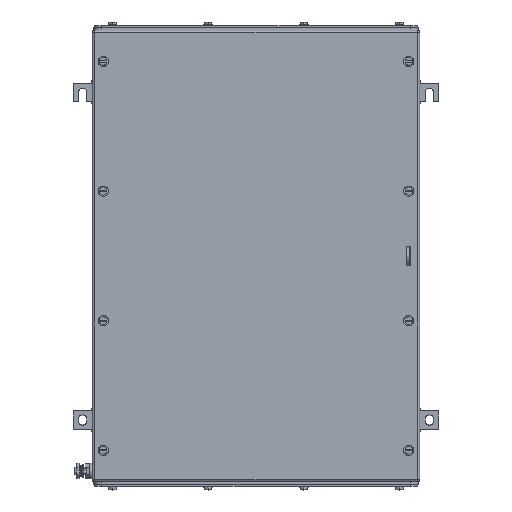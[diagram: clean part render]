
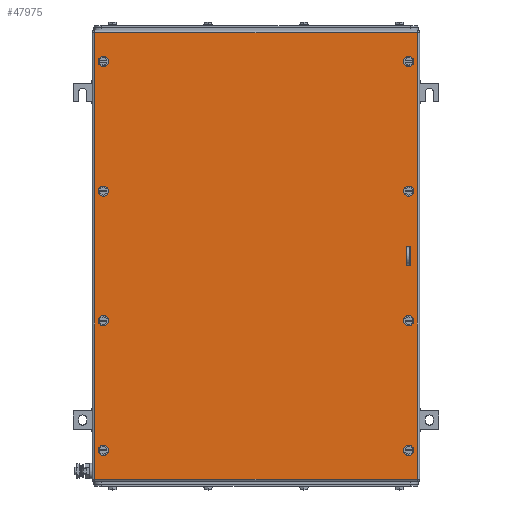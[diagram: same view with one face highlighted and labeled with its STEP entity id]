
A CAD part, top view. The second image highlights one B-rep face of the part: STEP entity #47975.
In plain terms, the highlighted planar face has unit normal (0, 0, 1).
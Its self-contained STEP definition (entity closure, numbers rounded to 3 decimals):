
#47743=AXIS2_PLACEMENT_3D('Circle Axis2P3D',#47741,#47742,$) ;
#47770=AXIS2_PLACEMENT_3D('Plane Axis2P3D',#47767,#47768,#47769) ;
#47808=AXIS2_PLACEMENT_3D('Circle Axis2P3D',#47806,#47807,$) ;
#47817=AXIS2_PLACEMENT_3D('Circle Axis2P3D',#47815,#47816,$) ;
#47826=AXIS2_PLACEMENT_3D('Circle Axis2P3D',#47824,#47825,$) ;
#47835=AXIS2_PLACEMENT_3D('Circle Axis2P3D',#47833,#47834,$) ;
#47844=AXIS2_PLACEMENT_3D('Circle Axis2P3D',#47842,#47843,$) ;
#47853=AXIS2_PLACEMENT_3D('Circle Axis2P3D',#47851,#47852,$) ;
#47862=AXIS2_PLACEMENT_3D('Circle Axis2P3D',#47860,#47861,$) ;
#47871=AXIS2_PLACEMENT_3D('Circle Axis2P3D',#47869,#47870,$) ;
#47880=AXIS2_PLACEMENT_3D('Circle Axis2P3D',#47878,#47879,$) ;
#47889=AXIS2_PLACEMENT_3D('Circle Axis2P3D',#47887,#47888,$) ;
#47898=AXIS2_PLACEMENT_3D('Circle Axis2P3D',#47896,#47897,$) ;
#47907=AXIS2_PLACEMENT_3D('Circle Axis2P3D',#47905,#47906,$) ;
#47916=AXIS2_PLACEMENT_3D('Circle Axis2P3D',#47914,#47915,$) ;
#47925=AXIS2_PLACEMENT_3D('Circle Axis2P3D',#47923,#47924,$) ;
#47934=AXIS2_PLACEMENT_3D('Circle Axis2P3D',#47932,#47933,$) ;
#47738=CARTESIAN_POINT('Vertex',(44.5,232.1,153.5)) ;
#47741=CARTESIAN_POINT('Axis2P3D Location',(41.,232.1,153.5)) ;
#47745=CARTESIAN_POINT('Vertex',(37.5,232.1,153.5)) ;
#47767=CARTESIAN_POINT('Axis2P3D Location',(250.5,321.,153.5)) ;
#47772=CARTESIAN_POINT('Line Origine',(250.5,627.5,153.5)) ;
#47776=CARTESIAN_POINT('Vertex',(472.,627.5,153.5)) ;
#47778=CARTESIAN_POINT('Vertex',(29.,627.5,153.5)) ;
#47781=CARTESIAN_POINT('Line Origine',(29.,321.,153.5)) ;
#47785=CARTESIAN_POINT('Vertex',(29.,14.5,153.5)) ;
#47788=CARTESIAN_POINT('Line Origine',(250.5,14.5,153.5)) ;
#47792=CARTESIAN_POINT('Vertex',(472.,14.5,153.5)) ;
#47795=CARTESIAN_POINT('Line Origine',(472.,321.,153.5)) ;
#47806=CARTESIAN_POINT('Axis2P3D Location',(41.,232.1,153.5)) ;
#47815=CARTESIAN_POINT('Axis2P3D Location',(41.,409.9,153.5)) ;
#47819=CARTESIAN_POINT('Vertex',(37.5,409.9,153.5)) ;
#47821=CARTESIAN_POINT('Vertex',(44.5,409.9,153.5)) ;
#47824=CARTESIAN_POINT('Axis2P3D Location',(41.,409.9,153.5)) ;
#47833=CARTESIAN_POINT('Axis2P3D Location',(460.,232.1,153.5)) ;
#47837=CARTESIAN_POINT('Vertex',(463.5,232.1,153.5)) ;
#47839=CARTESIAN_POINT('Vertex',(456.5,232.1,153.5)) ;
#47842=CARTESIAN_POINT('Axis2P3D Location',(460.,232.1,153.5)) ;
#47851=CARTESIAN_POINT('Axis2P3D Location',(460.,409.9,153.5)) ;
#47855=CARTESIAN_POINT('Vertex',(463.5,409.9,153.5)) ;
#47857=CARTESIAN_POINT('Vertex',(456.5,409.9,153.5)) ;
#47860=CARTESIAN_POINT('Axis2P3D Location',(460.,409.9,153.5)) ;
#47869=CARTESIAN_POINT('Axis2P3D Location',(41.,587.75,153.5)) ;
#47873=CARTESIAN_POINT('Vertex',(37.5,587.75,153.5)) ;
#47875=CARTESIAN_POINT('Vertex',(44.5,587.75,153.5)) ;
#47878=CARTESIAN_POINT('Axis2P3D Location',(41.,587.75,153.5)) ;
#47887=CARTESIAN_POINT('Axis2P3D Location',(41.,54.25,153.5)) ;
#47891=CARTESIAN_POINT('Vertex',(37.5,54.25,153.5)) ;
#47893=CARTESIAN_POINT('Vertex',(44.5,54.25,153.5)) ;
#47896=CARTESIAN_POINT('Axis2P3D Location',(41.,54.25,153.5)) ;
#47905=CARTESIAN_POINT('Axis2P3D Location',(460.,54.25,153.5)) ;
#47909=CARTESIAN_POINT('Vertex',(463.5,54.25,153.5)) ;
#47911=CARTESIAN_POINT('Vertex',(456.5,54.25,153.5)) ;
#47914=CARTESIAN_POINT('Axis2P3D Location',(460.,54.25,153.5)) ;
#47923=CARTESIAN_POINT('Axis2P3D Location',(460.,587.75,153.5)) ;
#47927=CARTESIAN_POINT('Vertex',(463.5,587.75,153.5)) ;
#47929=CARTESIAN_POINT('Vertex',(456.5,587.75,153.5)) ;
#47932=CARTESIAN_POINT('Axis2P3D Location',(460.,587.75,153.5)) ;
#47941=CARTESIAN_POINT('Line Origine',(459.75,307.5,153.5)) ;
#47945=CARTESIAN_POINT('Vertex',(463.,307.5,153.5)) ;
#47947=CARTESIAN_POINT('Vertex',(456.5,307.5,153.5)) ;
#47950=CARTESIAN_POINT('Line Origine',(456.5,321.,153.5)) ;
#47954=CARTESIAN_POINT('Vertex',(456.5,334.5,153.5)) ;
#47957=CARTESIAN_POINT('Line Origine',(459.75,334.5,153.5)) ;
#47961=CARTESIAN_POINT('Vertex',(463.,334.5,153.5)) ;
#47964=CARTESIAN_POINT('Line Origine',(463.,321.,153.5)) ;
#47742=DIRECTION('Axis2P3D Direction',(0.,0.,1.)) ;
#47768=DIRECTION('Axis2P3D Direction',(0.,0.,1.)) ;
#47769=DIRECTION('Axis2P3D XDirection',(1.,0.,0.)) ;
#47773=DIRECTION('Vector Direction',(1.,0.,0.)) ;
#47782=DIRECTION('Vector Direction',(0.,-1.,0.)) ;
#47789=DIRECTION('Vector Direction',(1.,0.,0.)) ;
#47796=DIRECTION('Vector Direction',(0.,1.,0.)) ;
#47807=DIRECTION('Axis2P3D Direction',(0.,0.,1.)) ;
#47816=DIRECTION('Axis2P3D Direction',(0.,0.,1.)) ;
#47825=DIRECTION('Axis2P3D Direction',(0.,0.,1.)) ;
#47834=DIRECTION('Axis2P3D Direction',(0.,0.,1.)) ;
#47843=DIRECTION('Axis2P3D Direction',(0.,0.,1.)) ;
#47852=DIRECTION('Axis2P3D Direction',(0.,0.,1.)) ;
#47861=DIRECTION('Axis2P3D Direction',(0.,0.,1.)) ;
#47870=DIRECTION('Axis2P3D Direction',(0.,0.,1.)) ;
#47879=DIRECTION('Axis2P3D Direction',(0.,0.,1.)) ;
#47888=DIRECTION('Axis2P3D Direction',(0.,0.,1.)) ;
#47897=DIRECTION('Axis2P3D Direction',(0.,0.,1.)) ;
#47906=DIRECTION('Axis2P3D Direction',(0.,0.,1.)) ;
#47915=DIRECTION('Axis2P3D Direction',(0.,0.,1.)) ;
#47924=DIRECTION('Axis2P3D Direction',(0.,0.,1.)) ;
#47933=DIRECTION('Axis2P3D Direction',(0.,0.,1.)) ;
#47942=DIRECTION('Vector Direction',(-1.,0.,0.)) ;
#47951=DIRECTION('Vector Direction',(0.,1.,0.)) ;
#47958=DIRECTION('Vector Direction',(1.,0.,0.)) ;
#47965=DIRECTION('Vector Direction',(0.,-1.,0.)) ;
#47774=VECTOR('Line Direction',#47773,1.) ;
#47783=VECTOR('Line Direction',#47782,1.) ;
#47790=VECTOR('Line Direction',#47789,1.) ;
#47797=VECTOR('Line Direction',#47796,1.) ;
#47943=VECTOR('Line Direction',#47942,1.) ;
#47952=VECTOR('Line Direction',#47951,1.) ;
#47959=VECTOR('Line Direction',#47958,1.) ;
#47966=VECTOR('Line Direction',#47965,1.) ;
#47801=ORIENTED_EDGE('',*,*,#47780,.T.) ;
#47802=ORIENTED_EDGE('',*,*,#47787,.T.) ;
#47803=ORIENTED_EDGE('',*,*,#47794,.T.) ;
#47804=ORIENTED_EDGE('',*,*,#47799,.T.) ;
#47812=ORIENTED_EDGE('',*,*,#47810,.F.) ;
#47813=ORIENTED_EDGE('',*,*,#47747,.F.) ;
#47830=ORIENTED_EDGE('',*,*,#47823,.F.) ;
#47831=ORIENTED_EDGE('',*,*,#47828,.F.) ;
#47848=ORIENTED_EDGE('',*,*,#47841,.F.) ;
#47849=ORIENTED_EDGE('',*,*,#47846,.F.) ;
#47866=ORIENTED_EDGE('',*,*,#47859,.F.) ;
#47867=ORIENTED_EDGE('',*,*,#47864,.F.) ;
#47884=ORIENTED_EDGE('',*,*,#47877,.F.) ;
#47885=ORIENTED_EDGE('',*,*,#47882,.F.) ;
#47902=ORIENTED_EDGE('',*,*,#47895,.F.) ;
#47903=ORIENTED_EDGE('',*,*,#47900,.F.) ;
#47920=ORIENTED_EDGE('',*,*,#47913,.F.) ;
#47921=ORIENTED_EDGE('',*,*,#47918,.F.) ;
#47938=ORIENTED_EDGE('',*,*,#47931,.F.) ;
#47939=ORIENTED_EDGE('',*,*,#47936,.F.) ;
#47970=ORIENTED_EDGE('',*,*,#47949,.T.) ;
#47971=ORIENTED_EDGE('',*,*,#47956,.T.) ;
#47972=ORIENTED_EDGE('',*,*,#47963,.T.) ;
#47973=ORIENTED_EDGE('',*,*,#47968,.T.) ;
#47814=FACE_BOUND('',#47811,.T.) ;
#47832=FACE_BOUND('',#47829,.T.) ;
#47850=FACE_BOUND('',#47847,.T.) ;
#47868=FACE_BOUND('',#47865,.T.) ;
#47886=FACE_BOUND('',#47883,.T.) ;
#47904=FACE_BOUND('',#47901,.T.) ;
#47922=FACE_BOUND('',#47919,.T.) ;
#47940=FACE_BOUND('',#47937,.T.) ;
#47974=FACE_BOUND('',#47969,.T.) ;
#47975=ADVANCED_FACE('ZUB_KTB_MH_624515_2GP_AllCATPart.2\\ZUB_DE_KTB_MH_620x450.1\\DE_KTB_MH_PART_MASTER.1\\Koerper.2',(#47805,#47814,#47832,#47850,#47868,#47886,#47904,#47922,#47940,#47974),#47771,.T.) ;
#47744=CIRCLE('generated circle',#47743,3.5) ;
#47809=CIRCLE('generated circle',#47808,3.5) ;
#47818=CIRCLE('generated circle',#47817,3.5) ;
#47827=CIRCLE('generated circle',#47826,3.5) ;
#47836=CIRCLE('generated circle',#47835,3.5) ;
#47845=CIRCLE('generated circle',#47844,3.5) ;
#47854=CIRCLE('generated circle',#47853,3.5) ;
#47863=CIRCLE('generated circle',#47862,3.5) ;
#47872=CIRCLE('generated circle',#47871,3.5) ;
#47881=CIRCLE('generated circle',#47880,3.5) ;
#47890=CIRCLE('generated circle',#47889,3.5) ;
#47899=CIRCLE('generated circle',#47898,3.5) ;
#47908=CIRCLE('generated circle',#47907,3.5) ;
#47917=CIRCLE('generated circle',#47916,3.5) ;
#47926=CIRCLE('generated circle',#47925,3.5) ;
#47935=CIRCLE('generated circle',#47934,3.5) ;
#47747=EDGE_CURVE('',#47739,#47746,#47744,.T.) ;
#47780=EDGE_CURVE('',#47777,#47779,#47775,.F.) ;
#47787=EDGE_CURVE('',#47779,#47786,#47784,.T.) ;
#47794=EDGE_CURVE('',#47786,#47793,#47791,.T.) ;
#47799=EDGE_CURVE('',#47793,#47777,#47798,.T.) ;
#47810=EDGE_CURVE('',#47746,#47739,#47809,.T.) ;
#47823=EDGE_CURVE('',#47820,#47822,#47818,.T.) ;
#47828=EDGE_CURVE('',#47822,#47820,#47827,.T.) ;
#47841=EDGE_CURVE('',#47838,#47840,#47836,.T.) ;
#47846=EDGE_CURVE('',#47840,#47838,#47845,.T.) ;
#47859=EDGE_CURVE('',#47856,#47858,#47854,.T.) ;
#47864=EDGE_CURVE('',#47858,#47856,#47863,.T.) ;
#47877=EDGE_CURVE('',#47874,#47876,#47872,.T.) ;
#47882=EDGE_CURVE('',#47876,#47874,#47881,.T.) ;
#47895=EDGE_CURVE('',#47892,#47894,#47890,.T.) ;
#47900=EDGE_CURVE('',#47894,#47892,#47899,.T.) ;
#47913=EDGE_CURVE('',#47910,#47912,#47908,.T.) ;
#47918=EDGE_CURVE('',#47912,#47910,#47917,.T.) ;
#47931=EDGE_CURVE('',#47928,#47930,#47926,.T.) ;
#47936=EDGE_CURVE('',#47930,#47928,#47935,.T.) ;
#47949=EDGE_CURVE('',#47946,#47948,#47944,.T.) ;
#47956=EDGE_CURVE('',#47948,#47955,#47953,.T.) ;
#47963=EDGE_CURVE('',#47955,#47962,#47960,.T.) ;
#47968=EDGE_CURVE('',#47962,#47946,#47967,.T.) ;
#47800=EDGE_LOOP('',(#47801,#47802,#47803,#47804)) ;
#47811=EDGE_LOOP('',(#47812,#47813)) ;
#47829=EDGE_LOOP('',(#47830,#47831)) ;
#47847=EDGE_LOOP('',(#47848,#47849)) ;
#47865=EDGE_LOOP('',(#47866,#47867)) ;
#47883=EDGE_LOOP('',(#47884,#47885)) ;
#47901=EDGE_LOOP('',(#47902,#47903)) ;
#47919=EDGE_LOOP('',(#47920,#47921)) ;
#47937=EDGE_LOOP('',(#47938,#47939)) ;
#47969=EDGE_LOOP('',(#47970,#47971,#47972,#47973)) ;
#47805=FACE_OUTER_BOUND('',#47800,.T.) ;
#47775=LINE('Line',#47772,#47774) ;
#47784=LINE('Line',#47781,#47783) ;
#47791=LINE('Line',#47788,#47790) ;
#47798=LINE('Line',#47795,#47797) ;
#47944=LINE('Line',#47941,#47943) ;
#47953=LINE('Line',#47950,#47952) ;
#47960=LINE('Line',#47957,#47959) ;
#47967=LINE('Line',#47964,#47966) ;
#47771=PLANE('',#47770) ;
#47739=VERTEX_POINT('',#47738) ;
#47746=VERTEX_POINT('',#47745) ;
#47777=VERTEX_POINT('',#47776) ;
#47779=VERTEX_POINT('',#47778) ;
#47786=VERTEX_POINT('',#47785) ;
#47793=VERTEX_POINT('',#47792) ;
#47820=VERTEX_POINT('',#47819) ;
#47822=VERTEX_POINT('',#47821) ;
#47838=VERTEX_POINT('',#47837) ;
#47840=VERTEX_POINT('',#47839) ;
#47856=VERTEX_POINT('',#47855) ;
#47858=VERTEX_POINT('',#47857) ;
#47874=VERTEX_POINT('',#47873) ;
#47876=VERTEX_POINT('',#47875) ;
#47892=VERTEX_POINT('',#47891) ;
#47894=VERTEX_POINT('',#47893) ;
#47910=VERTEX_POINT('',#47909) ;
#47912=VERTEX_POINT('',#47911) ;
#47928=VERTEX_POINT('',#47927) ;
#47930=VERTEX_POINT('',#47929) ;
#47946=VERTEX_POINT('',#47945) ;
#47948=VERTEX_POINT('',#47947) ;
#47955=VERTEX_POINT('',#47954) ;
#47962=VERTEX_POINT('',#47961) ;
